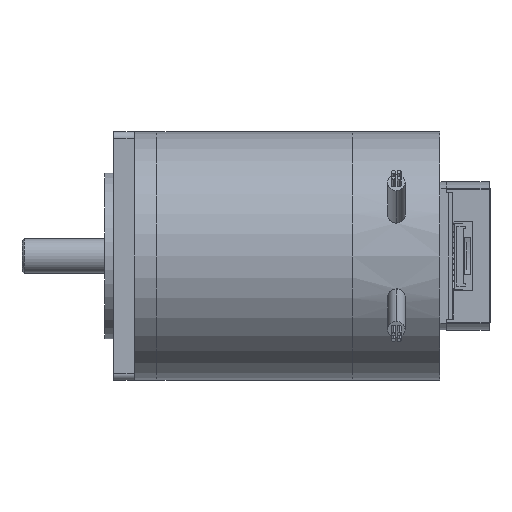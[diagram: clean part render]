
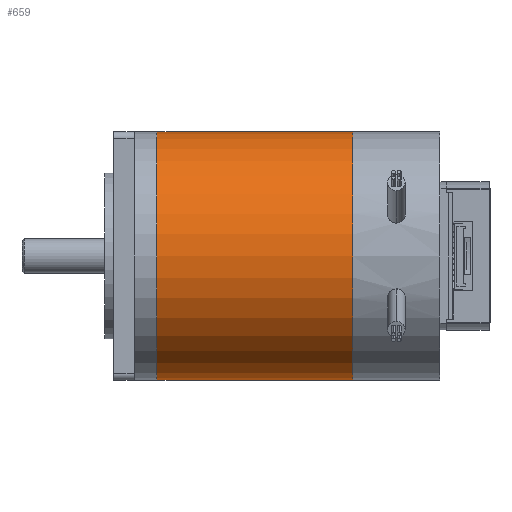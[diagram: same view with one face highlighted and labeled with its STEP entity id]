
A CAD part, front view. The second image highlights one B-rep face of the part: STEP entity #659.
In plain terms, the highlighted cylindrical face has radius 28.5 mm (diameter 57 mm), a partial arc.
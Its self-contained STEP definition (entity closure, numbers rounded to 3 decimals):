
#117 = CARTESIAN_POINT ( 'NONE',  ( -150.206, 0., -28.5 ) ) ;
#120 = FACE_OUTER_BOUND ( 'NONE', #4490, .T. ) ;
#659 = ADVANCED_FACE ( 'NONE', ( #120 ), #4075, .T. ) ;
#978 = AXIS2_PLACEMENT_3D ( 'NONE', #8895, #11933, #12795 ) ;
#996 = AXIS2_PLACEMENT_3D ( 'NONE', #4965, #8930, #11971 ) ;
#1607 = DIRECTION ( 'NONE',  ( 1., 0., 0. ) ) ;
#2032 = CARTESIAN_POINT ( 'NONE',  ( 10., 0., 28.5 ) ) ;
#2797 = DIRECTION ( 'NONE',  ( 1., 0., 0. ) ) ;
#3088 = CIRCLE ( 'NONE', #7839, 28.5 ) ;
#4075 = CYLINDRICAL_SURFACE ( 'NONE', #996, 28.5 ) ;
#4490 = EDGE_LOOP ( 'NONE', ( #12392, #6994, #7365, #12053 ) ) ;
#4965 = CARTESIAN_POINT ( 'NONE',  ( -150.206, 0., 0. ) ) ;
#5020 = LINE ( 'NONE', #117, #5348 ) ;
#5147 = DIRECTION ( 'NONE',  ( 1., 0., 0. ) ) ;
#5155 = VERTEX_POINT ( 'NONE', #2032 ) ;
#5348 = VECTOR ( 'NONE', #5147, 1000. ) ;
#5489 = CARTESIAN_POINT ( 'NONE',  ( 10., 0., -28.5 ) ) ;
#5549 = DIRECTION ( 'NONE',  ( 0., 0., -1. ) ) ;
#6012 = VERTEX_POINT ( 'NONE', #5489 ) ;
#6571 = EDGE_CURVE ( 'NONE', #5155, #6012, #3088, .T. ) ;
#6781 = VERTEX_POINT ( 'NONE', #12086 ) ;
#6973 = CIRCLE ( 'NONE', #978, 28.5 ) ;
#6994 = ORIENTED_EDGE ( 'NONE', *, *, #6571, .T. ) ;
#7365 = ORIENTED_EDGE ( 'NONE', *, *, #9445, .T. ) ;
#7826 = LINE ( 'NONE', #11783, #9323 ) ;
#7839 = AXIS2_PLACEMENT_3D ( 'NONE', #9661, #1607, #5549 ) ;
#8895 = CARTESIAN_POINT ( 'NONE',  ( 55., 0., 0. ) ) ;
#8930 = DIRECTION ( 'NONE',  ( 1., 0., 0. ) ) ;
#9323 = VECTOR ( 'NONE', #2797, 1000. ) ;
#9390 = EDGE_CURVE ( 'NONE', #5155, #11447, #7826, .T. ) ;
#9445 = EDGE_CURVE ( 'NONE', #6012, #6781, #5020, .T. ) ;
#9661 = CARTESIAN_POINT ( 'NONE',  ( 10., 0., 0. ) ) ;
#11447 = VERTEX_POINT ( 'NONE', #12599 ) ;
#11714 = EDGE_CURVE ( 'NONE', #11447, #6781, #6973, .T. ) ;
#11783 = CARTESIAN_POINT ( 'NONE',  ( -150.206, 0., 28.5 ) ) ;
#11933 = DIRECTION ( 'NONE',  ( 1., 0., 0. ) ) ;
#11971 = DIRECTION ( 'NONE',  ( 0., 0., -1. ) ) ;
#12053 = ORIENTED_EDGE ( 'NONE', *, *, #11714, .F. ) ;
#12086 = CARTESIAN_POINT ( 'NONE',  ( 55., 0., -28.5 ) ) ;
#12392 = ORIENTED_EDGE ( 'NONE', *, *, #9390, .F. ) ;
#12599 = CARTESIAN_POINT ( 'NONE',  ( 55., 0., 28.5 ) ) ;
#12795 = DIRECTION ( 'NONE',  ( 0., 0., -1. ) ) ;
